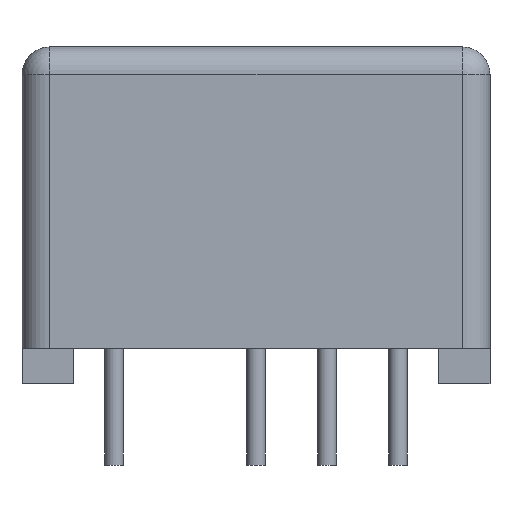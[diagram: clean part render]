
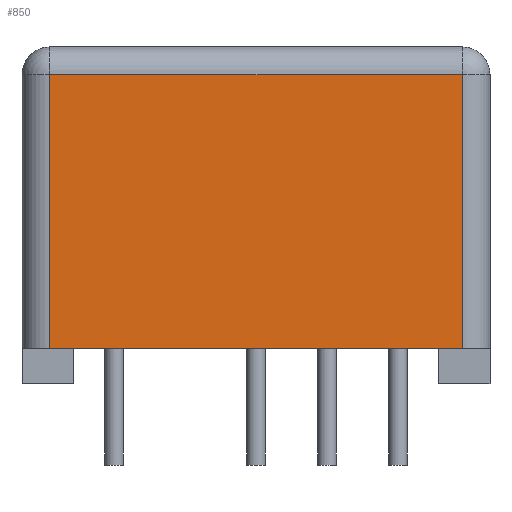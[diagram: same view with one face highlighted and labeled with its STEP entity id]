
A CAD part, left-side view. The second image highlights one B-rep face of the part: STEP entity #850.
In plain terms, the highlighted planar face has unit normal (-1, 0, 0).
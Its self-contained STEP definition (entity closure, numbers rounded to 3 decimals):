
#193 = VERTEX_POINT('',#194);
#194 = CARTESIAN_POINT('',(-2.54,2.302,1.27));
#201 = EDGE_CURVE('',#202,#193,#204,.T.);
#202 = VERTEX_POINT('',#203);
#203 = CARTESIAN_POINT('',(-2.54,-12.462,1.27));
#204 = LINE('',#205,#206);
#205 = CARTESIAN_POINT('',(-2.54,-13.462,1.27));
#206 = VECTOR('',#207,1.);
#207 = DIRECTION('',(0.,1.,0.));
#448 = EDGE_CURVE('',#202,#449,#451,.T.);
#449 = VERTEX_POINT('',#450);
#450 = CARTESIAN_POINT('',(-2.54,-12.462,11.06));
#451 = LINE('',#452,#453);
#452 = CARTESIAN_POINT('',(-2.54,-12.462,1.27));
#453 = VECTOR('',#454,1.);
#454 = DIRECTION('',(0.,0.,1.));
#850 = ADVANCED_FACE('',(#851),#869,.T.);
#851 = FACE_BOUND('',#852,.T.);
#852 = EDGE_LOOP('',(#853,#854,#855,#863));
#853 = ORIENTED_EDGE('',*,*,#201,.F.);
#854 = ORIENTED_EDGE('',*,*,#448,.T.);
#855 = ORIENTED_EDGE('',*,*,#856,.T.);
#856 = EDGE_CURVE('',#449,#857,#859,.T.);
#857 = VERTEX_POINT('',#858);
#858 = CARTESIAN_POINT('',(-2.54,2.302,11.06));
#859 = LINE('',#860,#861);
#860 = CARTESIAN_POINT('',(-2.54,-13.462,11.06));
#861 = VECTOR('',#862,1.);
#862 = DIRECTION('',(0.,1.,0.));
#863 = ORIENTED_EDGE('',*,*,#864,.F.);
#864 = EDGE_CURVE('',#193,#857,#865,.T.);
#865 = LINE('',#866,#867);
#866 = CARTESIAN_POINT('',(-2.54,2.302,1.27));
#867 = VECTOR('',#868,1.);
#868 = DIRECTION('',(0.,0.,1.));
#869 = PLANE('',#870);
#870 = AXIS2_PLACEMENT_3D('',#871,#872,#873);
#871 = CARTESIAN_POINT('',(-2.54,-13.462,1.27));
#872 = DIRECTION('',(-1.,0.,0.));
#873 = DIRECTION('',(0.,1.,0.));
